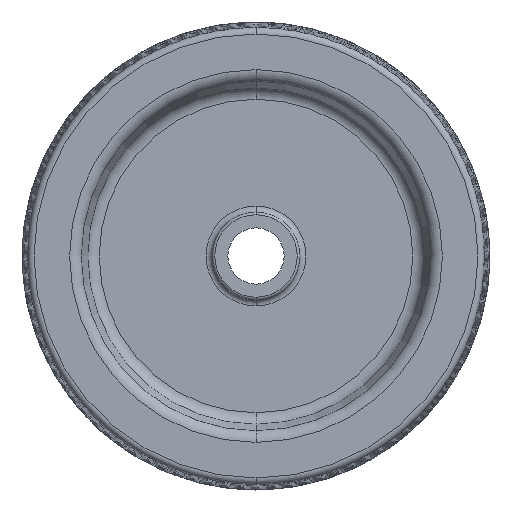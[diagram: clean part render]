
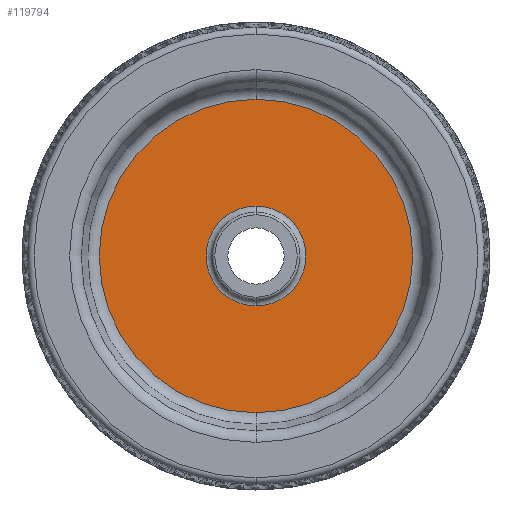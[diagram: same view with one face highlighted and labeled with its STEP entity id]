
A CAD part, front view. The second image highlights one B-rep face of the part: STEP entity #119794.
In plain terms, the highlighted planar face has unit normal (0, -1, 0).
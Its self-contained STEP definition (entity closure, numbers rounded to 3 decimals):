
#1067 = DIRECTION ( 'NONE',  ( 0., -1., 0. ) ) ;
#2558 = CARTESIAN_POINT ( 'NONE',  ( 0., 25., 0. ) ) ;
#3182 = FACE_OUTER_BOUND ( 'NONE', #51280, .T. ) ;
#5420 = DIRECTION ( 'NONE',  ( 0., 0., -1. ) ) ;
#9487 = CARTESIAN_POINT ( 'NONE',  ( 0., 25., -125.463 ) ) ;
#12665 = EDGE_CURVE ( 'NONE', #145374, #106387, #116295, .T. ) ;
#14037 = CARTESIAN_POINT ( 'NONE',  ( 0., 25., 40. ) ) ;
#14927 = AXIS2_PLACEMENT_3D ( 'NONE', #2558, #1067, #68310 ) ;
#15236 = PLANE ( 'NONE',  #125842 ) ;
#23485 = EDGE_CURVE ( 'NONE', #69746, #108689, #113805, .T. ) ;
#29761 = CARTESIAN_POINT ( 'NONE',  ( 0., 25., -40. ) ) ;
#30611 = CARTESIAN_POINT ( 'NONE',  ( 0., 25., 0. ) ) ;
#31980 = CIRCLE ( 'NONE', #130860, 125.463 ) ;
#34615 = DIRECTION ( 'NONE',  ( 0., -1., 0. ) ) ;
#35253 = EDGE_CURVE ( 'NONE', #106387, #145374, #31980, .T. ) ;
#41961 = DIRECTION ( 'NONE',  ( 0., 0., -1. ) ) ;
#44596 = EDGE_LOOP ( 'NONE', ( #116416, #64940 ) ) ;
#51280 = EDGE_LOOP ( 'NONE', ( #62006, #138057 ) ) ;
#62006 = ORIENTED_EDGE ( 'NONE', *, *, #12665, .T. ) ;
#64940 = ORIENTED_EDGE ( 'NONE', *, *, #138071, .T. ) ;
#68256 = CIRCLE ( 'NONE', #145540, 40. ) ;
#68310 = DIRECTION ( 'NONE',  ( 0., 0., -1. ) ) ;
#69746 = VERTEX_POINT ( 'NONE', #29761 ) ;
#74813 = CARTESIAN_POINT ( 'NONE',  ( 0., 25., 0. ) ) ;
#80695 = DIRECTION ( 'NONE',  ( 0., 0., -1. ) ) ;
#98228 = DIRECTION ( 'NONE',  ( 0., 0., -1. ) ) ;
#106387 = VERTEX_POINT ( 'NONE', #148356 ) ;
#106649 = FACE_BOUND ( 'NONE', #44596, .T. ) ;
#108689 = VERTEX_POINT ( 'NONE', #14037 ) ;
#108891 = CARTESIAN_POINT ( 'NONE',  ( 0., 25., 0. ) ) ;
#113805 = CIRCLE ( 'NONE', #135510, 40. ) ;
#116295 = CIRCLE ( 'NONE', #14927, 125.463 ) ;
#116416 = ORIENTED_EDGE ( 'NONE', *, *, #23485, .T. ) ;
#119794 = ADVANCED_FACE ( 'NONE', ( #106649, #3182 ), #15236, .T. ) ;
#120903 = DIRECTION ( 'NONE',  ( 0., 1., 0. ) ) ;
#120990 = DIRECTION ( 'NONE',  ( 0., -1., 0. ) ) ;
#124242 = DIRECTION ( 'NONE',  ( 0., 1., 0. ) ) ;
#125842 = AXIS2_PLACEMENT_3D ( 'NONE', #108891, #120990, #5420 ) ;
#130860 = AXIS2_PLACEMENT_3D ( 'NONE', #149463, #34615, #80695 ) ;
#135510 = AXIS2_PLACEMENT_3D ( 'NONE', #74813, #120903, #98228 ) ;
#138057 = ORIENTED_EDGE ( 'NONE', *, *, #35253, .T. ) ;
#138071 = EDGE_CURVE ( 'NONE', #108689, #69746, #68256, .T. ) ;
#145374 = VERTEX_POINT ( 'NONE', #9487 ) ;
#145540 = AXIS2_PLACEMENT_3D ( 'NONE', #30611, #124242, #41961 ) ;
#148356 = CARTESIAN_POINT ( 'NONE',  ( 0., 25., 125.463 ) ) ;
#149463 = CARTESIAN_POINT ( 'NONE',  ( 0., 25., 0. ) ) ;
